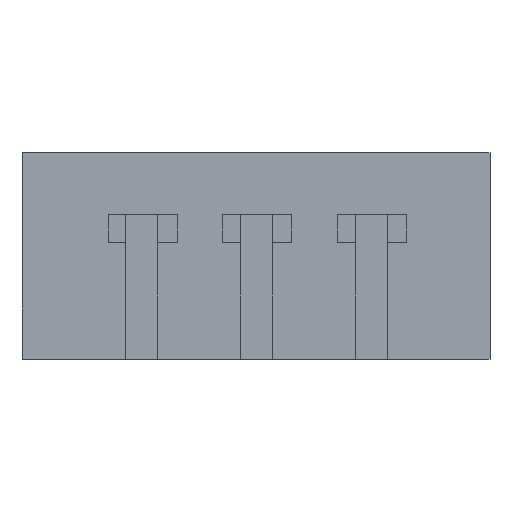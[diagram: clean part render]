
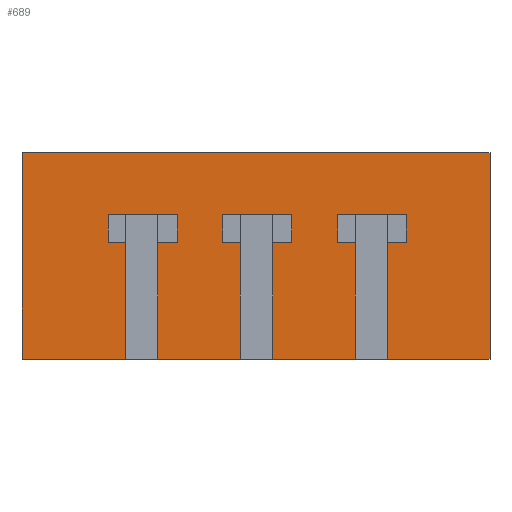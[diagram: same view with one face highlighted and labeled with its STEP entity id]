
A CAD part, front view. The second image highlights one B-rep face of the part: STEP entity #689.
In plain terms, the highlighted planar face has unit normal (0, -1, 0).
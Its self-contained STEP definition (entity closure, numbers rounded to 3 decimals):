
#487=CARTESIAN_POINT('Vertex',(1.879,0.,2.55)) ;
#492=CARTESIAN_POINT('Line Origine',(2.629,0.,2.55)) ;
#496=CARTESIAN_POINT('Vertex',(3.379,0.,2.55)) ;
#534=CARTESIAN_POINT('Vertex',(1.879,0.,3.15)) ;
#539=CARTESIAN_POINT('Line Origine',(1.879,0.,2.85)) ;
#556=CARTESIAN_POINT('Axis2P3D Location',(0.,0.,0.)) ;
#561=CARTESIAN_POINT('Line Origine',(0.,0.,2.885)) ;
#565=CARTESIAN_POINT('Vertex',(0.,0.,1.27)) ;
#567=CARTESIAN_POINT('Vertex',(0.,0.,4.5)) ;
#570=CARTESIAN_POINT('Line Origine',(0.,0.,0.635)) ;
#574=CARTESIAN_POINT('Vertex',(0.,0.,0.)) ;
#577=CARTESIAN_POINT('Line Origine',(5.1,0.,0.)) ;
#581=CARTESIAN_POINT('Vertex',(10.2,0.,0.)) ;
#584=CARTESIAN_POINT('Line Origine',(10.2,0.,2.25)) ;
#588=CARTESIAN_POINT('Vertex',(10.2,0.,4.5)) ;
#591=CARTESIAN_POINT('Line Origine',(5.1,0.,4.5)) ;
#603=CARTESIAN_POINT('Line Origine',(2.629,0.,3.15)) ;
#607=CARTESIAN_POINT('Vertex',(3.379,0.,3.15)) ;
#610=CARTESIAN_POINT('Line Origine',(3.379,0.,2.85)) ;
#621=CARTESIAN_POINT('Line Origine',(5.129,0.,3.15)) ;
#625=CARTESIAN_POINT('Vertex',(5.879,0.,3.15)) ;
#627=CARTESIAN_POINT('Vertex',(4.379,0.,3.15)) ;
#630=CARTESIAN_POINT('Line Origine',(5.879,0.,2.85)) ;
#634=CARTESIAN_POINT('Vertex',(5.879,0.,2.55)) ;
#637=CARTESIAN_POINT('Line Origine',(5.129,0.,2.55)) ;
#641=CARTESIAN_POINT('Vertex',(4.379,0.,2.55)) ;
#644=CARTESIAN_POINT('Line Origine',(4.379,0.,2.85)) ;
#655=CARTESIAN_POINT('Line Origine',(7.629,0.,3.15)) ;
#659=CARTESIAN_POINT('Vertex',(8.379,0.,3.15)) ;
#661=CARTESIAN_POINT('Vertex',(6.879,0.,3.15)) ;
#664=CARTESIAN_POINT('Line Origine',(8.379,0.,2.85)) ;
#668=CARTESIAN_POINT('Vertex',(8.379,0.,2.55)) ;
#671=CARTESIAN_POINT('Line Origine',(7.629,0.,2.55)) ;
#675=CARTESIAN_POINT('Vertex',(6.879,0.,2.55)) ;
#678=CARTESIAN_POINT('Line Origine',(6.879,0.,2.85)) ;
#493=DIRECTION('Vector Direction',(1.,0.,0.)) ;
#540=DIRECTION('Vector Direction',(0.,0.,-1.)) ;
#557=DIRECTION('Axis2P3D Direction',(0.,-1.,0.)) ;
#558=DIRECTION('Axis2P3D XDirection',(1.,0.,0.)) ;
#562=DIRECTION('Vector Direction',(0.,0.,1.)) ;
#571=DIRECTION('Vector Direction',(0.,0.,1.)) ;
#578=DIRECTION('Vector Direction',(1.,0.,0.)) ;
#585=DIRECTION('Vector Direction',(0.,0.,1.)) ;
#592=DIRECTION('Vector Direction',(1.,0.,0.)) ;
#604=DIRECTION('Vector Direction',(-1.,0.,0.)) ;
#611=DIRECTION('Vector Direction',(0.,0.,1.)) ;
#622=DIRECTION('Vector Direction',(-1.,0.,0.)) ;
#631=DIRECTION('Vector Direction',(0.,0.,1.)) ;
#638=DIRECTION('Vector Direction',(1.,0.,0.)) ;
#645=DIRECTION('Vector Direction',(0.,0.,-1.)) ;
#656=DIRECTION('Vector Direction',(-1.,0.,0.)) ;
#665=DIRECTION('Vector Direction',(0.,0.,1.)) ;
#672=DIRECTION('Vector Direction',(1.,0.,0.)) ;
#679=DIRECTION('Vector Direction',(0.,0.,-1.)) ;
#559=AXIS2_PLACEMENT_3D('Plane Axis2P3D',#556,#557,#558) ;
#597=ORIENTED_EDGE('',*,*,#569,.F.) ;
#598=ORIENTED_EDGE('',*,*,#576,.F.) ;
#599=ORIENTED_EDGE('',*,*,#583,.T.) ;
#600=ORIENTED_EDGE('',*,*,#590,.T.) ;
#601=ORIENTED_EDGE('',*,*,#595,.F.) ;
#616=ORIENTED_EDGE('',*,*,#609,.F.) ;
#617=ORIENTED_EDGE('',*,*,#614,.F.) ;
#618=ORIENTED_EDGE('',*,*,#498,.F.) ;
#619=ORIENTED_EDGE('',*,*,#543,.F.) ;
#650=ORIENTED_EDGE('',*,*,#629,.F.) ;
#651=ORIENTED_EDGE('',*,*,#636,.F.) ;
#652=ORIENTED_EDGE('',*,*,#643,.F.) ;
#653=ORIENTED_EDGE('',*,*,#648,.F.) ;
#684=ORIENTED_EDGE('',*,*,#663,.F.) ;
#685=ORIENTED_EDGE('',*,*,#670,.F.) ;
#686=ORIENTED_EDGE('',*,*,#677,.F.) ;
#687=ORIENTED_EDGE('',*,*,#682,.F.) ;
#620=FACE_BOUND('',#615,.T.) ;
#654=FACE_BOUND('',#649,.T.) ;
#688=FACE_BOUND('',#683,.T.) ;
#494=VECTOR('Line Direction',#493,1.) ;
#541=VECTOR('Line Direction',#540,1.) ;
#563=VECTOR('Line Direction',#562,1.) ;
#572=VECTOR('Line Direction',#571,1.) ;
#579=VECTOR('Line Direction',#578,1.) ;
#586=VECTOR('Line Direction',#585,1.) ;
#593=VECTOR('Line Direction',#592,1.) ;
#605=VECTOR('Line Direction',#604,1.) ;
#612=VECTOR('Line Direction',#611,1.) ;
#623=VECTOR('Line Direction',#622,1.) ;
#632=VECTOR('Line Direction',#631,1.) ;
#639=VECTOR('Line Direction',#638,1.) ;
#646=VECTOR('Line Direction',#645,1.) ;
#657=VECTOR('Line Direction',#656,1.) ;
#666=VECTOR('Line Direction',#665,1.) ;
#673=VECTOR('Line Direction',#672,1.) ;
#680=VECTOR('Line Direction',#679,1.) ;
#689=ADVANCED_FACE('PartBody',(#602,#620,#654,#688),#560,.T.) ;
#498=EDGE_CURVE('',#488,#497,#495,.T.) ;
#543=EDGE_CURVE('',#535,#488,#542,.T.) ;
#569=EDGE_CURVE('',#566,#568,#564,.T.) ;
#576=EDGE_CURVE('',#575,#566,#573,.T.) ;
#583=EDGE_CURVE('',#575,#582,#580,.T.) ;
#590=EDGE_CURVE('',#582,#589,#587,.T.) ;
#595=EDGE_CURVE('',#568,#589,#594,.T.) ;
#609=EDGE_CURVE('',#608,#535,#606,.T.) ;
#614=EDGE_CURVE('',#497,#608,#613,.T.) ;
#629=EDGE_CURVE('',#626,#628,#624,.T.) ;
#636=EDGE_CURVE('',#635,#626,#633,.T.) ;
#643=EDGE_CURVE('',#642,#635,#640,.T.) ;
#648=EDGE_CURVE('',#628,#642,#647,.T.) ;
#663=EDGE_CURVE('',#660,#662,#658,.T.) ;
#670=EDGE_CURVE('',#669,#660,#667,.T.) ;
#677=EDGE_CURVE('',#676,#669,#674,.T.) ;
#682=EDGE_CURVE('',#662,#676,#681,.T.) ;
#596=EDGE_LOOP('',(#597,#598,#599,#600,#601)) ;
#615=EDGE_LOOP('',(#616,#617,#618,#619)) ;
#649=EDGE_LOOP('',(#650,#651,#652,#653)) ;
#683=EDGE_LOOP('',(#684,#685,#686,#687)) ;
#602=FACE_OUTER_BOUND('',#596,.T.) ;
#495=LINE('Line',#492,#494) ;
#542=LINE('Line',#539,#541) ;
#564=LINE('Line',#561,#563) ;
#573=LINE('Line',#570,#572) ;
#580=LINE('Line',#577,#579) ;
#587=LINE('Line',#584,#586) ;
#594=LINE('Line',#591,#593) ;
#606=LINE('Line',#603,#605) ;
#613=LINE('Line',#610,#612) ;
#624=LINE('Line',#621,#623) ;
#633=LINE('Line',#630,#632) ;
#640=LINE('Line',#637,#639) ;
#647=LINE('Line',#644,#646) ;
#658=LINE('Line',#655,#657) ;
#667=LINE('Line',#664,#666) ;
#674=LINE('Line',#671,#673) ;
#681=LINE('Line',#678,#680) ;
#560=PLANE('Plane',#559) ;
#488=VERTEX_POINT('',#487) ;
#497=VERTEX_POINT('',#496) ;
#535=VERTEX_POINT('',#534) ;
#566=VERTEX_POINT('',#565) ;
#568=VERTEX_POINT('',#567) ;
#575=VERTEX_POINT('',#574) ;
#582=VERTEX_POINT('',#581) ;
#589=VERTEX_POINT('',#588) ;
#608=VERTEX_POINT('',#607) ;
#626=VERTEX_POINT('',#625) ;
#628=VERTEX_POINT('',#627) ;
#635=VERTEX_POINT('',#634) ;
#642=VERTEX_POINT('',#641) ;
#660=VERTEX_POINT('',#659) ;
#662=VERTEX_POINT('',#661) ;
#669=VERTEX_POINT('',#668) ;
#676=VERTEX_POINT('',#675) ;
